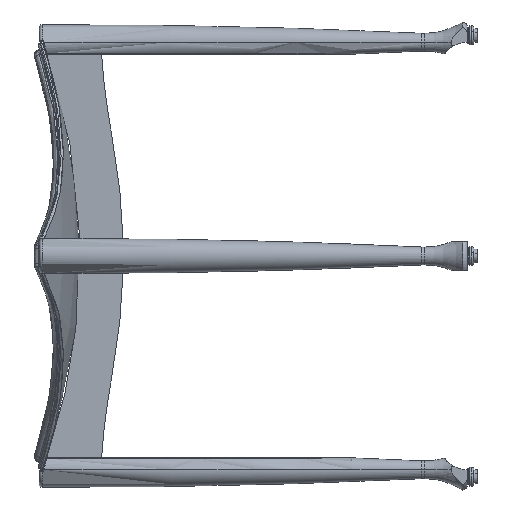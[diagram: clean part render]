
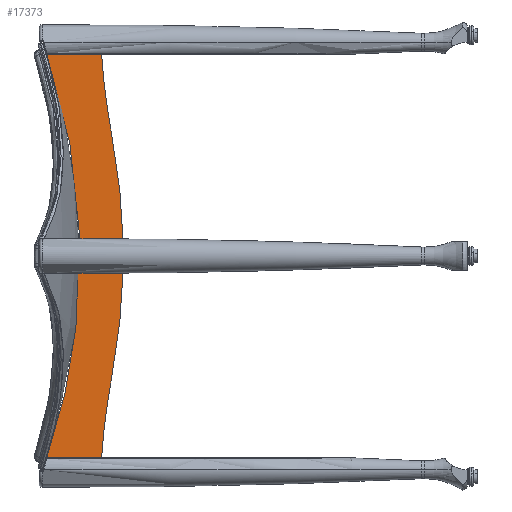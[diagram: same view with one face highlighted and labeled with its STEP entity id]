
A CAD part, left-side view. The second image highlights one B-rep face of the part: STEP entity #17373.
In plain terms, the highlighted planar face has unit normal (-1, 0, 0).
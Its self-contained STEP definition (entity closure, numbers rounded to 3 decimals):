
#114 = LINE ( 'NONE', #5993, #15524 ) ;
#201 = CARTESIAN_POINT ( 'NONE',  ( -14., -45.429, -95.182 ) ) ;
#349 = VERTEX_POINT ( 'NONE', #7993 ) ;
#412 = LINE ( 'NONE', #13717, #2624 ) ;
#426 = EDGE_CURVE ( 'NONE', #14796, #1136, #4507, .T. ) ;
#458 = CARTESIAN_POINT ( 'NONE',  ( -14., 25., 0. ) ) ;
#551 = CARTESIAN_POINT ( 'NONE',  ( -14., 13.436, -34.408 ) ) ;
#853 = B_SPLINE_CURVE_WITH_KNOTS ( 'NONE', 3,
 ( #458, #551, #17891, #18193, #16344, #1707, #13365, #7582, #16255, #6429 ),
 .UNSPECIFIED., .F., .F.,
 ( 4, 2, 2, 2, 4 ),
 ( 0., 0.25, 0.5, 0.75, 1. ),
 .UNSPECIFIED. ) ;
#858 = CARTESIAN_POINT ( 'NONE',  ( -14., -33., -199. ) ) ;
#883 = EDGE_LOOP ( 'NONE', ( #11046, #1042, #17793, #3001, #5080, #14152, #11050, #11347, #5559, #7626 ) ) ;
#1042 = ORIENTED_EDGE ( 'NONE', *, *, #13150, .T. ) ;
#1136 = VERTEX_POINT ( 'NONE', #11453 ) ;
#1426 = CARTESIAN_POINT ( 'NONE',  ( -14., -33., -229. ) ) ;
#1707 = CARTESIAN_POINT ( 'NONE',  ( -14., -10., -250.299 ) ) ;
#1979 = VECTOR ( 'NONE', #8063, 1000. ) ;
#2179 = LINE ( 'NONE', #13742, #13380 ) ;
#2535 = EDGE_CURVE ( 'NONE', #4781, #2763, #13719, .T. ) ;
#2624 = VECTOR ( 'NONE', #15150, 1000. ) ;
#2763 = VERTEX_POINT ( 'NONE', #18203 ) ;
#2796 = CARTESIAN_POINT ( 'NONE',  ( -14., -55.832, -229. ) ) ;
#2850 = CARTESIAN_POINT ( 'NONE',  ( -14., -55.832, -229. ) ) ;
#3001 = ORIENTED_EDGE ( 'NONE', *, *, #426, .T. ) ;
#3291 = CARTESIAN_POINT ( 'NONE',  ( -14., -55.132, -167.709 ) ) ;
#3505 = CARTESIAN_POINT ( 'NONE',  ( -14., -55.832, -199. ) ) ;
#3865 = CARTESIAN_POINT ( 'NONE',  ( -14., -44.455, -90. ) ) ;
#3926 = CARTESIAN_POINT ( 'NONE',  ( -14., 25., -428. ) ) ;
#4012 = VERTEX_POINT ( 'NONE', #8170 ) ;
#4041 = DIRECTION ( 'NONE',  ( 1., 0., 0. ) ) ;
#4042 = PLANE ( 'NONE',  #14941 ) ;
#4203 = EDGE_CURVE ( 'NONE', #4781, #4012, #8916, .T. ) ;
#4235 = DIRECTION ( 'NONE',  ( 0., 0., -1. ) ) ;
#4507 = CIRCLE ( 'NONE', #10044, 768.103 ) ;
#4549 = DIRECTION ( 'NONE',  ( 0., -1., 0. ) ) ;
#4781 = VERTEX_POINT ( 'NONE', #2850 ) ;
#5080 = ORIENTED_EDGE ( 'NONE', *, *, #18168, .F. ) ;
#5489 = DIRECTION ( 'NONE',  ( 0., 0., -1. ) ) ;
#5508 = DIRECTION ( 'NONE',  ( 0., 0., -1. ) ) ;
#5559 = ORIENTED_EDGE ( 'NONE', *, *, #2535, .F. ) ;
#5819 = AXIS2_PLACEMENT_3D ( 'NONE', #17443, #18711, #5508 ) ;
#5993 = CARTESIAN_POINT ( 'NONE',  ( -14., -33., -199. ) ) ;
#6292 = CARTESIAN_POINT ( 'NONE',  ( -14., -33., -428. ) ) ;
#6429 = CARTESIAN_POINT ( 'NONE',  ( -14., 25., -428. ) ) ;
#6437 = CIRCLE ( 'NONE', #5819, 768.103 ) ;
#6612 = EDGE_CURVE ( 'NONE', #2763, #8719, #6437, .T. ) ;
#6898 = VERTEX_POINT ( 'NONE', #858 ) ;
#7011 = EDGE_CURVE ( 'NONE', #349, #15716, #853, .T. ) ;
#7129 = CARTESIAN_POINT ( 'NONE',  ( -14., -55.132, -260.291 ) ) ;
#7315 = CARTESIAN_POINT ( 'NONE',  ( -14., -45.429, -332.818 ) ) ;
#7582 = CARTESIAN_POINT ( 'NONE',  ( -14., 4.667, -358.245 ) ) ;
#7626 = ORIENTED_EDGE ( 'NONE', *, *, #4203, .T. ) ;
#7952 = DIRECTION ( 'NONE',  ( 0., 0., 1. ) ) ;
#7993 = CARTESIAN_POINT ( 'NONE',  ( -14., 25., 0. ) ) ;
#8063 = DIRECTION ( 'NONE',  ( 0., -1., 0. ) ) ;
#8170 = CARTESIAN_POINT ( 'NONE',  ( -14., -33., -229. ) ) ;
#8719 = VERTEX_POINT ( 'NONE', #6292 ) ;
#8916 = LINE ( 'NONE', #1426, #15489 ) ;
#10044 = AXIS2_PLACEMENT_3D ( 'NONE', #11167, #4041, #4235 ) ;
#10387 = CARTESIAN_POINT ( 'NONE',  ( -14., -44.455, -338. ) ) ;
#11046 = ORIENTED_EDGE ( 'NONE', *, *, #18261, .T. ) ;
#11050 = ORIENTED_EDGE ( 'NONE', *, *, #13670, .T. ) ;
#11167 = CARTESIAN_POINT ( 'NONE',  ( -14., -799.354, 51.814 ) ) ;
#11347 = ORIENTED_EDGE ( 'NONE', *, *, #6612, .F. ) ;
#11453 = CARTESIAN_POINT ( 'NONE',  ( -14., -33., 0. ) ) ;
#11926 = CARTESIAN_POINT ( 'NONE',  ( -14., -52.244, -291.533 ) ) ;
#12051 = CARTESIAN_POINT ( 'NONE',  ( -14., -46.341, -100.375 ) ) ;
#12907 = DIRECTION ( 'NONE',  ( 1., 0., 0. ) ) ;
#13039 = CARTESIAN_POINT ( 'NONE',  ( -14., 25., -428. ) ) ;
#13150 = EDGE_CURVE ( 'NONE', #6898, #15423, #114, .T. ) ;
#13365 = CARTESIAN_POINT ( 'NONE',  ( -14., -7.051, -286.598 ) ) ;
#13380 = VECTOR ( 'NONE', #7952, 1000. ) ;
#13406 = CARTESIAN_POINT ( 'NONE',  ( -14., -44.455, -90. ) ) ;
#13460 = LINE ( 'NONE', #3926, #1979 ) ;
#13670 = EDGE_CURVE ( 'NONE', #15716, #8719, #13460, .T. ) ;
#13717 = CARTESIAN_POINT ( 'NONE',  ( -14., 25., 0. ) ) ;
#13719 = B_SPLINE_CURVE_WITH_KNOTS ( 'NONE', 3,
 ( #2796, #7129, #11926, #17611, #7315, #10387 ),
 .UNSPECIFIED., .F., .F.,
 ( 4, 2, 4 ),
 ( 0.534, 0.75, 0.786 ),
 .UNSPECIFIED. ) ;
#13742 = CARTESIAN_POINT ( 'NONE',  ( -14., -33., -199. ) ) ;
#14152 = ORIENTED_EDGE ( 'NONE', *, *, #7011, .T. ) ;
#14796 = VERTEX_POINT ( 'NONE', #3865 ) ;
#14941 = AXIS2_PLACEMENT_3D ( 'NONE', #15693, #12907, #5489 ) ;
#15150 = DIRECTION ( 'NONE',  ( 0., -1., 0. ) ) ;
#15423 = VERTEX_POINT ( 'NONE', #3505 ) ;
#15489 = VECTOR ( 'NONE', #17690, 1000. ) ;
#15524 = VECTOR ( 'NONE', #4549, 1000. ) ;
#15693 = CARTESIAN_POINT ( 'NONE',  ( -14., 25., 0. ) ) ;
#15716 = VERTEX_POINT ( 'NONE', #13039 ) ;
#15911 = EDGE_CURVE ( 'NONE', #14796, #15423, #17631, .T. ) ;
#16255 = CARTESIAN_POINT ( 'NONE',  ( -14., 13.436, -393.592 ) ) ;
#16344 = CARTESIAN_POINT ( 'NONE',  ( -14., -10., -177.701 ) ) ;
#16383 = CARTESIAN_POINT ( 'NONE',  ( -14., -55.832, -199. ) ) ;
#16483 = CARTESIAN_POINT ( 'NONE',  ( -14., -52.244, -136.467 ) ) ;
#17373 = ADVANCED_FACE ( 'NONE', ( #17423 ), #4042, .F. ) ;
#17423 = FACE_OUTER_BOUND ( 'NONE', #883, .T. ) ;
#17443 = CARTESIAN_POINT ( 'NONE',  ( -14., -799.354, -479.814 ) ) ;
#17611 = CARTESIAN_POINT ( 'NONE',  ( -14., -46.341, -327.625 ) ) ;
#17631 = B_SPLINE_CURVE_WITH_KNOTS ( 'NONE', 3,
 ( #13406, #201, #12051, #16483, #3291, #16383 ),
 .UNSPECIFIED., .F., .F.,
 ( 4, 2, 4 ),
 ( 0.214, 0.25, 0.466 ),
 .UNSPECIFIED. ) ;
#17690 = DIRECTION ( 'NONE',  ( 0., 1., 0. ) ) ;
#17793 = ORIENTED_EDGE ( 'NONE', *, *, #15911, .F. ) ;
#17891 = CARTESIAN_POINT ( 'NONE',  ( -14., 4.667, -69.755 ) ) ;
#18168 = EDGE_CURVE ( 'NONE', #349, #1136, #412, .T. ) ;
#18193 = CARTESIAN_POINT ( 'NONE',  ( -14., -7.051, -141.402 ) ) ;
#18203 = CARTESIAN_POINT ( 'NONE',  ( -14., -44.455, -338. ) ) ;
#18261 = EDGE_CURVE ( 'NONE', #4012, #6898, #2179, .T. ) ;
#18711 = DIRECTION ( 'NONE',  ( -1., 0., 0. ) ) ;
